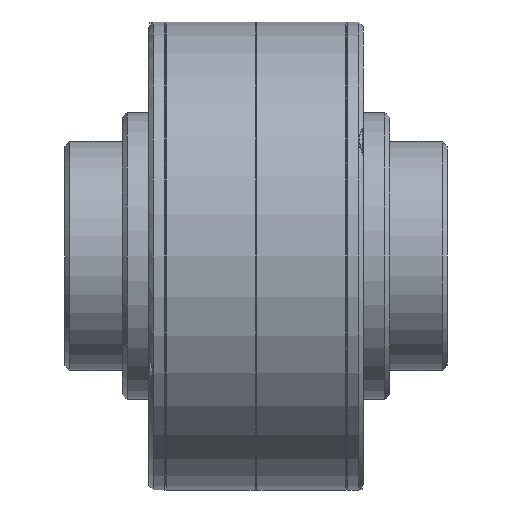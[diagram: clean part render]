
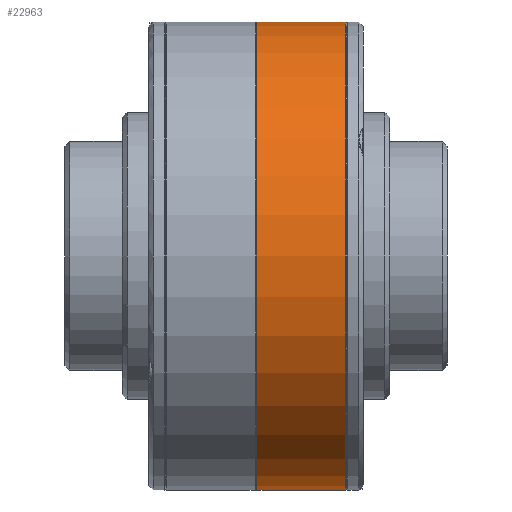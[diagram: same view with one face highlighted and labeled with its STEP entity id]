
A CAD part, front view. The second image highlights one B-rep face of the part: STEP entity #22963.
In plain terms, the highlighted cylindrical face has radius 49 mm (diameter 98 mm), a partial arc.
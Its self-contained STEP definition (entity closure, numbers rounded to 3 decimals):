
#1002 = DIRECTION ( 'NONE',  ( 1., 0., 0. ) ) ;
#1881 = EDGE_CURVE ( 'NONE', #20538, #15389, #5414, .T. ) ;
#2886 = CARTESIAN_POINT ( 'NONE',  ( -40., 0., -49. ) ) ;
#4047 = CARTESIAN_POINT ( 'NONE',  ( 0.2, 0., -49. ) ) ;
#5073 = VERTEX_POINT ( 'NONE', #8487 ) ;
#5414 = CIRCLE ( 'NONE', #10933, 49. ) ;
#5643 = DIRECTION ( 'NONE',  ( -1., 0., 0. ) ) ;
#6891 = CIRCLE ( 'NONE', #22602, 49. ) ;
#7446 = FACE_OUTER_BOUND ( 'NONE', #24173, .T. ) ;
#7635 = DIRECTION ( 'NONE',  ( 0., 0., 1. ) ) ;
#8487 = CARTESIAN_POINT ( 'NONE',  ( 18.8, 0., 49. ) ) ;
#8716 = ORIENTED_EDGE ( 'NONE', *, *, #24632, .F. ) ;
#8912 = CARTESIAN_POINT ( 'NONE',  ( -40., 0., 0. ) ) ;
#9315 = CARTESIAN_POINT ( 'NONE',  ( 0.2, 0., 49. ) ) ;
#9319 = DIRECTION ( 'NONE',  ( 0., 0., -1. ) ) ;
#10354 = VECTOR ( 'NONE', #14358, 1000. ) ;
#10933 = AXIS2_PLACEMENT_3D ( 'NONE', #11890, #5643, #7635 ) ;
#11100 = LINE ( 'NONE', #2886, #22254 ) ;
#11890 = CARTESIAN_POINT ( 'NONE',  ( 0.2, 0., 0. ) ) ;
#12091 = CARTESIAN_POINT ( 'NONE',  ( -40., 0., 49. ) ) ;
#12362 = VERTEX_POINT ( 'NONE', #15684 ) ;
#12622 = CARTESIAN_POINT ( 'NONE',  ( 18.8, 0., 0. ) ) ;
#12798 = AXIS2_PLACEMENT_3D ( 'NONE', #8912, #1002, #9319 ) ;
#13222 = ORIENTED_EDGE ( 'NONE', *, *, #1881, .F. ) ;
#14358 = DIRECTION ( 'NONE',  ( 1., 0., 0. ) ) ;
#15389 = VERTEX_POINT ( 'NONE', #9315 ) ;
#15684 = CARTESIAN_POINT ( 'NONE',  ( 18.8, 0., -49. ) ) ;
#15839 = LINE ( 'NONE', #12091, #10354 ) ;
#16864 = DIRECTION ( 'NONE',  ( 0., 0., 1. ) ) ;
#16877 = EDGE_CURVE ( 'NONE', #20538, #12362, #11100, .T. ) ;
#18652 = EDGE_CURVE ( 'NONE', #12362, #5073, #6891, .T. ) ;
#18821 = DIRECTION ( 'NONE',  ( 1., 0., 0. ) ) ;
#20538 = VERTEX_POINT ( 'NONE', #4047 ) ;
#21691 = CYLINDRICAL_SURFACE ( 'NONE', #12798, 49. ) ;
#21810 = ORIENTED_EDGE ( 'NONE', *, *, #18652, .T. ) ;
#22254 = VECTOR ( 'NONE', #18821, 1000. ) ;
#22602 = AXIS2_PLACEMENT_3D ( 'NONE', #12622, #24750, #16864 ) ;
#22963 = ADVANCED_FACE ( 'NONE', ( #7446 ), #21691, .T. ) ;
#23437 = ORIENTED_EDGE ( 'NONE', *, *, #16877, .T. ) ;
#24173 = EDGE_LOOP ( 'NONE', ( #8716, #13222, #23437, #21810 ) ) ;
#24632 = EDGE_CURVE ( 'NONE', #15389, #5073, #15839, .T. ) ;
#24750 = DIRECTION ( 'NONE',  ( -1., 0., 0. ) ) ;
